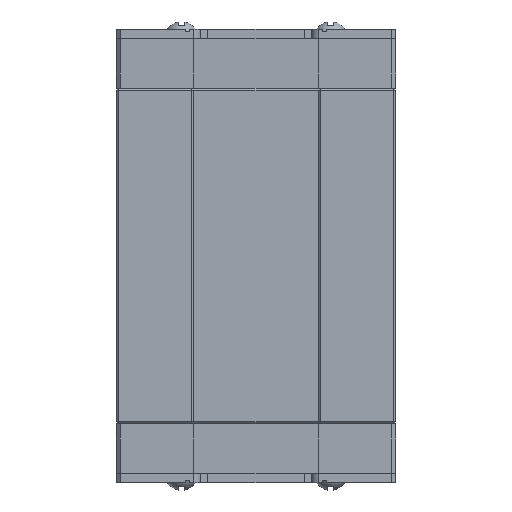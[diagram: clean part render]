
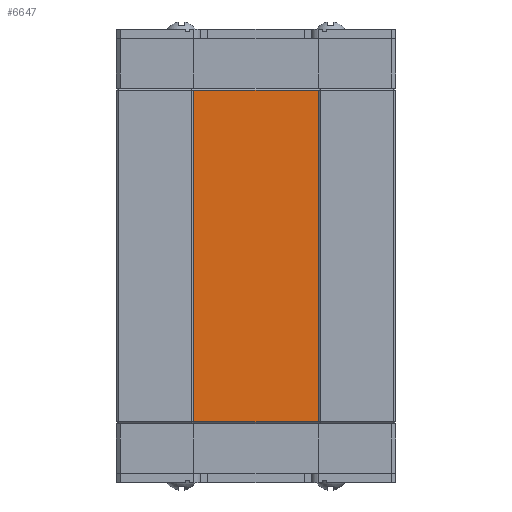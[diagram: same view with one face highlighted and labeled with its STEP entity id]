
A CAD part, front view. The second image highlights one B-rep face of the part: STEP entity #6647.
In plain terms, the highlighted planar face has unit normal (0, -1, 0).
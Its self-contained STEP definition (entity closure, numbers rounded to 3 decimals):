
#563 = EDGE_LOOP ( 'NONE', ( #2294, #8285, #4183, #3694 ) ) ;
#628 = LINE ( 'NONE', #6595, #7148 ) ;
#678 = DIRECTION ( 'NONE',  ( 0., 0., -1. ) ) ;
#1124 = LINE ( 'NONE', #2423, #1524 ) ;
#1524 = VECTOR ( 'NONE', #8228, 1000. ) ;
#1651 = DIRECTION ( 'NONE',  ( 0., 1., 0. ) ) ;
#1696 = VERTEX_POINT ( 'NONE', #9151 ) ;
#1697 = FACE_OUTER_BOUND ( 'NONE', #563, .T. ) ;
#1975 = LINE ( 'NONE', #8539, #5352 ) ;
#2294 = ORIENTED_EDGE ( 'NONE', *, *, #8993, .F. ) ;
#2373 = VECTOR ( 'NONE', #5369, 1000. ) ;
#2423 = CARTESIAN_POINT ( 'NONE',  ( -6., 0., -16. ) ) ;
#2471 = CARTESIAN_POINT ( 'NONE',  ( 6., 0., 16.2 ) ) ;
#2504 = CARTESIAN_POINT ( 'NONE',  ( 0., 0., 16.2 ) ) ;
#2507 = CARTESIAN_POINT ( 'NONE',  ( -6., 0., 16. ) ) ;
#2561 = VERTEX_POINT ( 'NONE', #8463 ) ;
#2808 = VERTEX_POINT ( 'NONE', #2507 ) ;
#3694 = ORIENTED_EDGE ( 'NONE', *, *, #6361, .F. ) ;
#3788 = LINE ( 'NONE', #2471, #2373 ) ;
#4183 = ORIENTED_EDGE ( 'NONE', *, *, #6905, .T. ) ;
#5352 = VECTOR ( 'NONE', #7064, 1000. ) ;
#5369 = DIRECTION ( 'NONE',  ( 0., 0., -1. ) ) ;
#5613 = EDGE_CURVE ( 'NONE', #7522, #2808, #1975, .T. ) ;
#5983 = PLANE ( 'NONE',  #6224 ) ;
#6224 = AXIS2_PLACEMENT_3D ( 'NONE', #2504, #1651, #7598 ) ;
#6361 = EDGE_CURVE ( 'NONE', #2561, #1696, #1124, .T. ) ;
#6595 = CARTESIAN_POINT ( 'NONE',  ( -6., 0., 16.2 ) ) ;
#6647 = ADVANCED_FACE ( 'NONE', ( #1697 ), #5983, .F. ) ;
#6905 = EDGE_CURVE ( 'NONE', #2808, #1696, #628, .T. ) ;
#7064 = DIRECTION ( 'NONE',  ( -1., 0., 0. ) ) ;
#7148 = VECTOR ( 'NONE', #678, 1000. ) ;
#7522 = VERTEX_POINT ( 'NONE', #8245 ) ;
#7598 = DIRECTION ( 'NONE',  ( 0., 0., 1. ) ) ;
#8228 = DIRECTION ( 'NONE',  ( -1., 0., 0. ) ) ;
#8245 = CARTESIAN_POINT ( 'NONE',  ( 6., 0., 16. ) ) ;
#8285 = ORIENTED_EDGE ( 'NONE', *, *, #5613, .T. ) ;
#8463 = CARTESIAN_POINT ( 'NONE',  ( 6., 0., -16. ) ) ;
#8539 = CARTESIAN_POINT ( 'NONE',  ( -6., 0., 16. ) ) ;
#8993 = EDGE_CURVE ( 'NONE', #7522, #2561, #3788, .T. ) ;
#9151 = CARTESIAN_POINT ( 'NONE',  ( -6., 0., -16. ) ) ;
